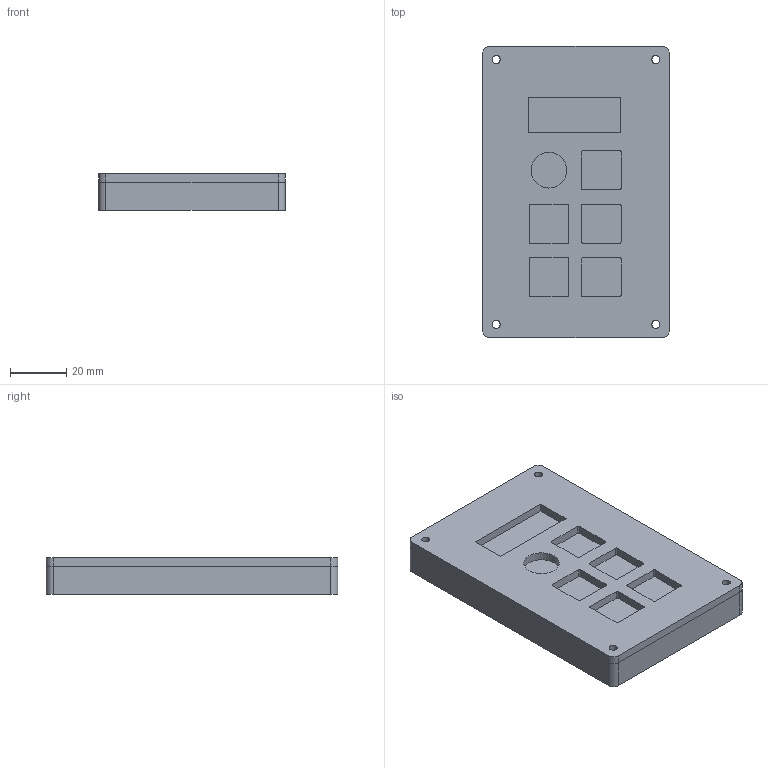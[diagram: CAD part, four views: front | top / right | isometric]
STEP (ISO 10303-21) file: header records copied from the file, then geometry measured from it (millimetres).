
FILE_DESCRIPTION(/* description */ ('STEP AP242','CAx-IF Rec.Pracs.---Representation and Presentation of Product Manufacturing Information (PMI)---4.0---2014-10-13','CAx-IF Rec.Pracs.---3D Tessellated Geometry---0.4---2014-09-14','2;1'),/* implementation_level */ '2;1');
FILE_NAME(/* name */ '67186fd752a9b25679761b9c',/* time_stamp */ '2024-10-23T03:39:03Z',/* author */ (''),/* organization */ (''),/* preprocessor_version */ 'ST-DEVELOPER v20',/* originating_system */ ' ',/* authorisation */ ' ');
FILE_SCHEMA (('AP242_MANAGED_MODEL_BASED_3D_ENGINEERING_MIM_LF { 1 0 10303 442 1 1 4 }'));
Length unit declared in the file: metre
Products named in the file (2): Part 2; Part 1
Bounding box: 66.36 x 103.82 x 13 mm (x, y, z)
Volume: 55306.3 mm3; surface area: 32160.7 mm2
Topology: 2 solids, 2 shells, 83 faces, 237 edges, 158 vertices
Faces by surface type: plane 44, cylinder 39
Full cylindrical faces by diameter (mm): 2.9 x8, 12.7 x1
Entity records: 2791 total; most frequent: DIRECTION 476, CARTESIAN_POINT 471, ORIENTED_EDGE 456, EDGE_CURVE 228, AXIS2_PLACEMENT_3D 163, VERTEX_POINT 158, LINE 150, VECTOR 150
